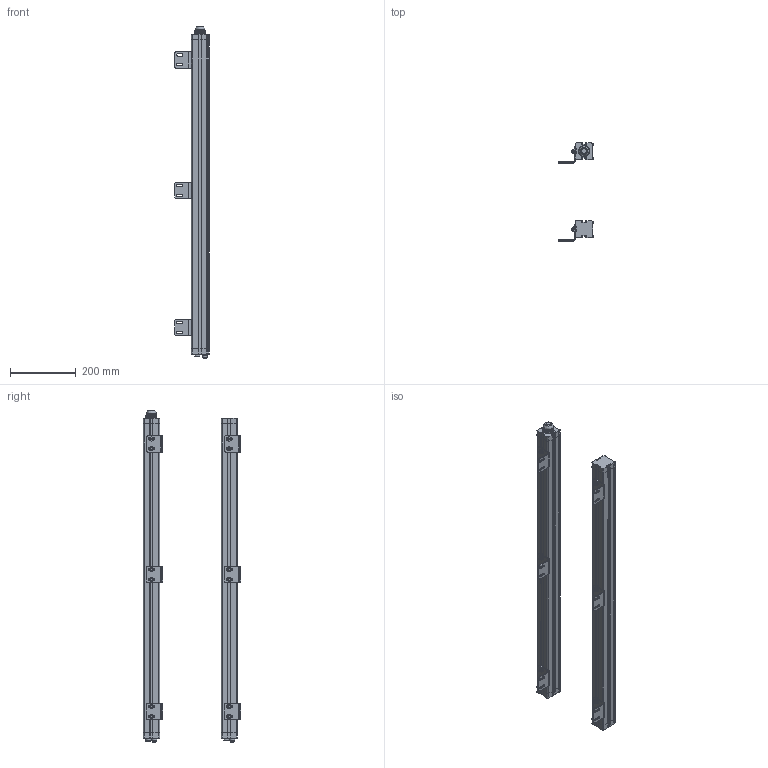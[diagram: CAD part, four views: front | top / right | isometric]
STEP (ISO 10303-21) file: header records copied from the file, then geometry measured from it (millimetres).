
FILE_DESCRIPTION (( 'STEP AP214' ), '1' );
FILE_NAME ('SMO-3B.STEP', '2020-09-29T17:55:27', ( '' ), ( '' ), 'SwSTEP 2.0', 'SolidWorks 2019', '' );
FILE_SCHEMA (( 'AUTOMOTIVE_DESIGN' ));
Length unit declared in the file: millimetre
Products named in the file (4): SMO-3B-left; SMO-3B_BRACKET; SMO-3B; SMO-3B-right
Assembly tree (8 placements, depth 2):
  SMO-3B
    SMO-3B-left
    SMO-3B_BRACKET  x6
    SMO-3B-right
Bounding box: 105.01 x 297.15 x 1010 mm (x, y, z)
Volume: 4932585.1 mm3; surface area: 799830.8 mm2
Topology: 54 solids, 54 shells, 956 faces, 2432 edges, 1616 vertices
Faces by surface type: plane 568, cylinder 371, torus 14, cone 2, bspline 1
Full cylindrical faces by diameter (mm): 6 x25, 7.865 x12, 8 x5, 8.4 x2, 11 x5, 12 x2, 12.705 x12, 15.5 x7, 15.506 x5, 30 x1, 33 x3
Entity records: 19518 total; most frequent: DIRECTION 3400, CARTESIAN_POINT 3331, ORIENTED_EDGE 3172, EDGE_CURVE 1586, AXIS2_PLACEMENT_3D 1180, VERTEX_POINT 1087, LINE 1040, VECTOR 1040
